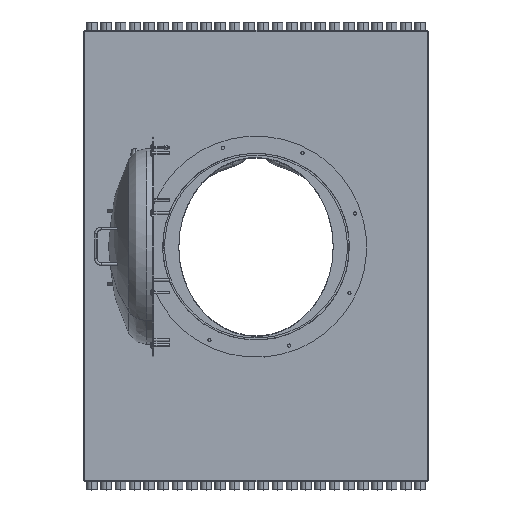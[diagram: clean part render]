
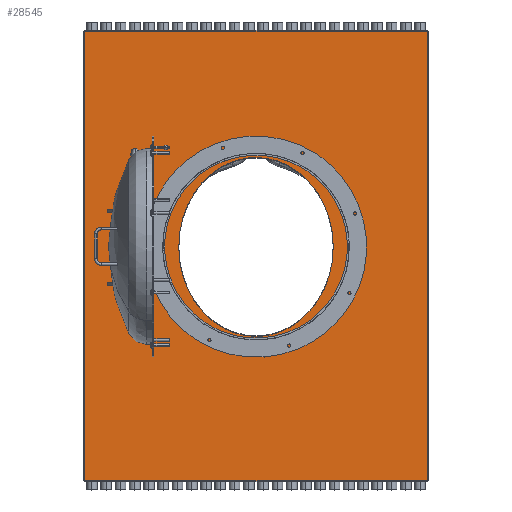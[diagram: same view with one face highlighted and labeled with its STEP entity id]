
A CAD part, top view. The second image highlights one B-rep face of the part: STEP entity #28545.
In plain terms, the highlighted free-form (B-spline) face has degree [1, 1] with [2, 2] control points.
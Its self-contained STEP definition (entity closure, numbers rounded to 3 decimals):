
#28372 = VERTEX_POINT('',#28373);
#28373 = CARTESIAN_POINT('',(-218.408,-192.077,
    1820.276));
#28378 = EDGE_CURVE('',#28372,#28379,#28381,.T.);
#28379 = VERTEX_POINT('',#28380);
#28380 = CARTESIAN_POINT('',(-218.408,611.615,
    1820.276));
#28381 = ( BOUNDED_CURVE() B_SPLINE_CURVE(3,(#28382,#28383,#28384,#28385
),.UNSPECIFIED.,.F.,.F.) B_SPLINE_CURVE_WITH_KNOTS((4,4),(3.142,
6.283),.PIECEWISE_BEZIER_KNOTS.) CURVE() 
GEOMETRIC_REPRESENTATION_ITEM() RATIONAL_B_SPLINE_CURVE((1.,
0.333,0.333,1.)) REPRESENTATION_ITEM('') );
#28382 = CARTESIAN_POINT('',(-218.408,-192.077,
    1820.276));
#28383 = CARTESIAN_POINT('',(-914.426,-192.077,
    1820.276));
#28384 = CARTESIAN_POINT('',(-914.426,611.615,
    1820.276));
#28385 = CARTESIAN_POINT('',(-218.408,611.615,
    1820.276));
#28415 = EDGE_CURVE('',#28416,#28418,#28420,.T.);
#28416 = VERTEX_POINT('',#28417);
#28417 = CARTESIAN_POINT('',(553.158,-845.247,
    1820.276));
#28418 = VERTEX_POINT('',#28419);
#28419 = CARTESIAN_POINT('',(553.158,1181.26,
    1820.276));
#28420 = B_SPLINE_CURVE_WITH_KNOTS('',1,(#28421,#28422),.UNSPECIFIED.,
  .F.,.F.,(2,2),(0.,2521.425),.PIECEWISE_BEZIER_KNOTS.);
#28421 = CARTESIAN_POINT('',(553.158,-845.247,
    1820.276));
#28422 = CARTESIAN_POINT('',(553.158,1181.26,
    1820.276));
#28451 = EDGE_CURVE('',#28452,#28416,#28454,.T.);
#28452 = VERTEX_POINT('',#28453);
#28453 = CARTESIAN_POINT('',(-989.975,-845.247,
    1820.276));
#28454 = B_SPLINE_CURVE_WITH_KNOTS('',1,(#28455,#28456),.UNSPECIFIED.,
  .F.,.F.,(2,2),(0.,1920.),.PIECEWISE_BEZIER_KNOTS.);
#28455 = CARTESIAN_POINT('',(-989.975,-845.247,
    1820.276));
#28456 = CARTESIAN_POINT('',(553.158,-845.247,
    1820.276));
#28479 = EDGE_CURVE('',#28480,#28452,#28482,.T.);
#28480 = VERTEX_POINT('',#28481);
#28481 = CARTESIAN_POINT('',(-989.975,1181.26,
    1820.276));
#28482 = B_SPLINE_CURVE_WITH_KNOTS('',1,(#28483,#28484),.UNSPECIFIED.,
  .F.,.F.,(2,2),(-2521.425,-0.),.PIECEWISE_BEZIER_KNOTS.);
#28483 = CARTESIAN_POINT('',(-989.975,1181.26,
    1820.276));
#28484 = CARTESIAN_POINT('',(-989.975,-845.247,
    1820.276));
#28507 = EDGE_CURVE('',#28418,#28480,#28508,.T.);
#28508 = B_SPLINE_CURVE_WITH_KNOTS('',1,(#28509,#28510),.UNSPECIFIED.,
  .F.,.F.,(2,2),(-1920.,-0.),.PIECEWISE_BEZIER_KNOTS.);
#28509 = CARTESIAN_POINT('',(553.158,1181.26,
    1820.276));
#28510 = CARTESIAN_POINT('',(-989.975,1181.26,
    1820.276));
#28545 = ADVANCED_FACE('',(#28546,#28556),#28562,.F.);
#28546 = FACE_BOUND('',#28547,.T.);
#28547 = EDGE_LOOP('',(#28548,#28549));
#28548 = ORIENTED_EDGE('',*,*,#28378,.T.);
#28549 = ORIENTED_EDGE('',*,*,#28550,.T.);
#28550 = EDGE_CURVE('',#28379,#28372,#28551,.T.);
#28551 = ( BOUNDED_CURVE() B_SPLINE_CURVE(3,(#28552,#28553,#28554,#28555
),.UNSPECIFIED.,.F.,.F.) B_SPLINE_CURVE_WITH_KNOTS((4,4),(
0.,3.142),.PIECEWISE_BEZIER_KNOTS.) CURVE() 
GEOMETRIC_REPRESENTATION_ITEM() RATIONAL_B_SPLINE_CURVE((1.,
0.333,0.333,1.)) REPRESENTATION_ITEM('') );
#28552 = CARTESIAN_POINT('',(-218.408,611.615,
    1820.276));
#28553 = CARTESIAN_POINT('',(477.609,611.615,
    1820.276));
#28554 = CARTESIAN_POINT('',(477.609,-192.077,
    1820.276));
#28555 = CARTESIAN_POINT('',(-218.408,-192.077,
    1820.276));
#28556 = FACE_BOUND('',#28557,.T.);
#28557 = EDGE_LOOP('',(#28558,#28559,#28560,#28561));
#28558 = ORIENTED_EDGE('',*,*,#28415,.T.);
#28559 = ORIENTED_EDGE('',*,*,#28507,.T.);
#28560 = ORIENTED_EDGE('',*,*,#28479,.T.);
#28561 = ORIENTED_EDGE('',*,*,#28451,.T.);
#28562 = B_SPLINE_SURFACE_WITH_KNOTS('',1,1,(
    (#28563,#28564)
    ,(#28565,#28566
    )),.UNSPECIFIED.,.F.,.F.,.F.,(2,2),(2,2),(-950.,
    970.),(-1260.712,1260.712),
  .PIECEWISE_BEZIER_KNOTS.);
#28563 = CARTESIAN_POINT('',(553.158,-845.247,
    1820.276));
#28564 = CARTESIAN_POINT('',(553.158,1181.26,
    1820.276));
#28565 = CARTESIAN_POINT('',(-989.975,-845.247,
    1820.276));
#28566 = CARTESIAN_POINT('',(-989.975,1181.26,
    1820.276));
